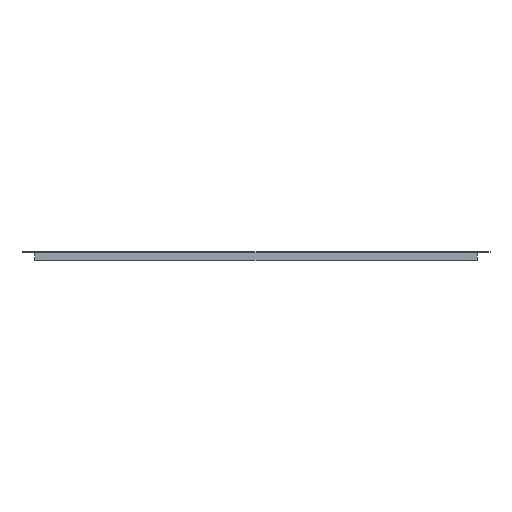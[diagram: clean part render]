
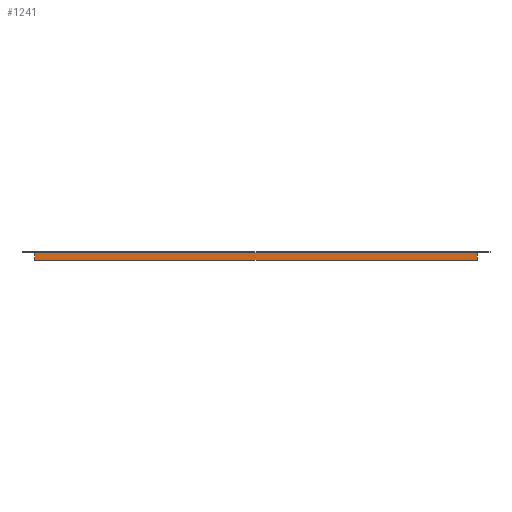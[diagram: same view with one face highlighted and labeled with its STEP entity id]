
A CAD part, front view. The second image highlights one B-rep face of the part: STEP entity #1241.
In plain terms, the highlighted planar face has unit normal (0, -1, 0).
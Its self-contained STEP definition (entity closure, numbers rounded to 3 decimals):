
#16 = VERTEX_POINT ( 'NONE', #1578 ) ;
#63 = VECTOR ( 'NONE', #545, 1000. ) ;
#74 = LINE ( 'NONE', #248, #1358 ) ;
#102 = LINE ( 'NONE', #1617, #1226 ) ;
#170 = ORIENTED_EDGE ( 'NONE', *, *, #730, .F. ) ;
#188 = FACE_OUTER_BOUND ( 'NONE', #1357, .T. ) ;
#243 = DIRECTION ( 'NONE',  ( 0., 0., 1. ) ) ;
#248 = CARTESIAN_POINT ( 'NONE',  ( 0., -275.5, -18. ) ) ;
#271 = ORIENTED_EDGE ( 'NONE', *, *, #1590, .T. ) ;
#416 = LINE ( 'NONE', #1103, #63 ) ;
#425 = VERTEX_POINT ( 'NONE', #1105 ) ;
#459 = CARTESIAN_POINT ( 'NONE',  ( 0., -275.5, 0. ) ) ;
#462 = VERTEX_POINT ( 'NONE', #1045 ) ;
#545 = DIRECTION ( 'NONE',  ( 1., 0., 0. ) ) ;
#582 = VERTEX_POINT ( 'NONE', #1467 ) ;
#585 = VECTOR ( 'NONE', #1092, 1000. ) ;
#587 = PLANE ( 'NONE',  #1082 ) ;
#615 = EDGE_CURVE ( 'NONE', #425, #582, #102, .T. ) ;
#699 = ORIENTED_EDGE ( 'NONE', *, *, #615, .T. ) ;
#730 = EDGE_CURVE ( 'NONE', #16, #582, #416, .T. ) ;
#801 = CARTESIAN_POINT ( 'NONE',  ( 26., -275.5, 0. ) ) ;
#929 = ORIENTED_EDGE ( 'NONE', *, *, #1375, .T. ) ;
#947 = LINE ( 'NONE', #801, #585 ) ;
#1045 = CARTESIAN_POINT ( 'NONE',  ( 26., -275.5, -18. ) ) ;
#1082 = AXIS2_PLACEMENT_3D ( 'NONE', #459, #1740, #1172 ) ;
#1092 = DIRECTION ( 'NONE',  ( 0., 0., -1. ) ) ;
#1103 = CARTESIAN_POINT ( 'NONE',  ( 911., -275.5, -2. ) ) ;
#1105 = CARTESIAN_POINT ( 'NONE',  ( 911., -275.5, -18. ) ) ;
#1172 = DIRECTION ( 'NONE',  ( 0., 0., 1. ) ) ;
#1226 = VECTOR ( 'NONE', #243, 1000. ) ;
#1241 = ADVANCED_FACE ( 'NONE', ( #188 ), #587, .F. ) ;
#1357 = EDGE_LOOP ( 'NONE', ( #170, #271, #929, #699 ) ) ;
#1358 = VECTOR ( 'NONE', #1359, 1000. ) ;
#1359 = DIRECTION ( 'NONE',  ( 1., 0., 0. ) ) ;
#1375 = EDGE_CURVE ( 'NONE', #462, #425, #74, .T. ) ;
#1467 = CARTESIAN_POINT ( 'NONE',  ( 911., -275.5, -2. ) ) ;
#1578 = CARTESIAN_POINT ( 'NONE',  ( 26., -275.5, -2. ) ) ;
#1590 = EDGE_CURVE ( 'NONE', #16, #462, #947, .T. ) ;
#1617 = CARTESIAN_POINT ( 'NONE',  ( 911., -275.5, 0. ) ) ;
#1740 = DIRECTION ( 'NONE',  ( 0., 1., 0. ) ) ;
